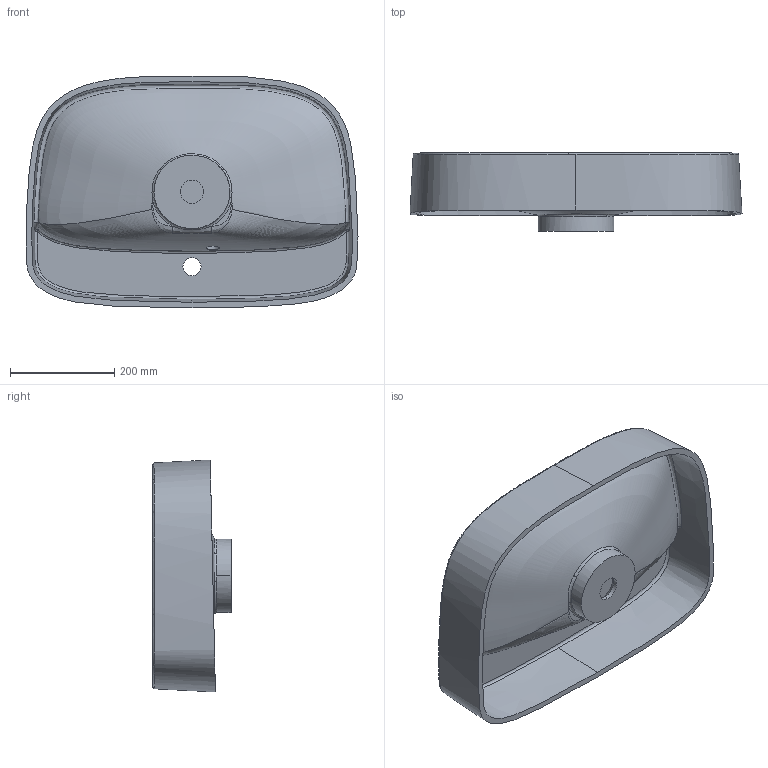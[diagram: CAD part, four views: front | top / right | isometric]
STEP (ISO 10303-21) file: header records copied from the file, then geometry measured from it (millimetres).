
FILE_DESCRIPTION (( 'STEP AP214' ), '1' );
FILE_NAME ('lifou.STEP', '2019-10-03T13:21:39', ( '' ), ( '' ), 'SwSTEP 2.0', 'SolidWorks 2018', '' );
FILE_SCHEMA (( 'AUTOMOTIVE_DESIGN' ));
Length unit declared in the file: millimetre
Products named in the file (1): lifou
Bounding box: 638.36 x 150 x 446.05 mm (x, y, z)
Volume: 5942985.9 mm3; surface area: 1029499.7 mm2
Topology: 1 solids, 1 shells, 205 faces, 502 edges, 287 vertices
Faces by surface type: bspline 74, cylinder 59, plane 37, sphere 20, torus 13, cone 2
Entity records: 118694 total; most frequent: CARTESIAN_POINT 114509, ORIENTED_EDGE 980, DIRECTION 745, EDGE_CURVE 490, AXIS2_PLACEMENT_3D 306, VERTEX_POINT 283, EDGE_LOOP 213, FACE_OUTER_BOUND 205
